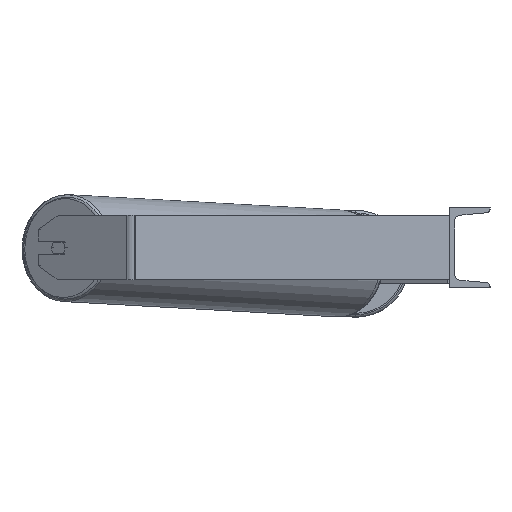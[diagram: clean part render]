
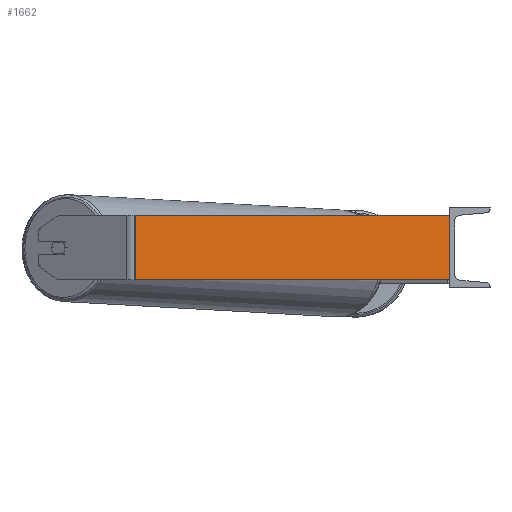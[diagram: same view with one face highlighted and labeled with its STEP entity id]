
A CAD part, left-side view. The second image highlights one B-rep face of the part: STEP entity #1662.
In plain terms, the highlighted planar face has unit normal (-0.996, -0.087, 0).
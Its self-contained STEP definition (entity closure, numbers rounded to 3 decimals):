
#125 = LINE ( 'NONE', #5755, #4913 ) ;
#319 = VERTEX_POINT ( 'NONE', #2693 ) ;
#492 = CARTESIAN_POINT ( 'NONE',  ( -919.663, 396.195, -40. ) ) ;
#641 = ORIENTED_EDGE ( 'NONE', *, *, #2017, .T. ) ;
#721 = EDGE_CURVE ( 'NONE', #319, #7489, #125, .T. ) ;
#854 = FACE_OUTER_BOUND ( 'NONE', #5781, .T. ) ;
#1522 = DIRECTION ( 'NONE',  ( 0.996, 0.087, 0. ) ) ;
#1649 = DIRECTION ( 'NONE',  ( 0., 0., -1. ) ) ;
#1662 = ADVANCED_FACE ( 'NONE', ( #854 ), #5089, .F. ) ;
#1953 = DIRECTION ( 'NONE',  ( -0.087, 0.996, 0. ) ) ;
#2017 = EDGE_CURVE ( 'NONE', #4498, #3628, #7505, .T. ) ;
#2158 = DIRECTION ( 'NONE',  ( 0.087, -0.996, 0. ) ) ;
#2204 = VECTOR ( 'NONE', #1649, 1000. ) ;
#2693 = CARTESIAN_POINT ( 'NONE',  ( -919.155, 390.394, 40. ) ) ;
#2819 = CARTESIAN_POINT ( 'NONE',  ( -919.155, 390.394, -40. ) ) ;
#3093 = CARTESIAN_POINT ( 'NONE',  ( -885., 0., -40. ) ) ;
#3102 = EDGE_CURVE ( 'NONE', #319, #4498, #3821, .T. ) ;
#3210 = DIRECTION ( 'NONE',  ( 0.087, -0.996, 0. ) ) ;
#3236 = CARTESIAN_POINT ( 'NONE',  ( -919.155, 390.394, 40. ) ) ;
#3628 = VERTEX_POINT ( 'NONE', #3093 ) ;
#3806 = ORIENTED_EDGE ( 'NONE', *, *, #721, .F. ) ;
#3821 = LINE ( 'NONE', #3236, #6382 ) ;
#4199 = ORIENTED_EDGE ( 'NONE', *, *, #3102, .T. ) ;
#4250 = EDGE_CURVE ( 'NONE', #7489, #3628, #7991, .T. ) ;
#4498 = VERTEX_POINT ( 'NONE', #2819 ) ;
#4913 = VECTOR ( 'NONE', #2158, 1000. ) ;
#5031 = ORIENTED_EDGE ( 'NONE', *, *, #4250, .F. ) ;
#5089 = PLANE ( 'NONE',  #5799 ) ;
#5755 = CARTESIAN_POINT ( 'NONE',  ( -919.663, 396.195, 40. ) ) ;
#5781 = EDGE_LOOP ( 'NONE', ( #641, #5031, #3806, #4199 ) ) ;
#5799 = AXIS2_PLACEMENT_3D ( 'NONE', #7735, #1522, #1953 ) ;
#6052 = DIRECTION ( 'NONE',  ( 0., 0., -1. ) ) ;
#6382 = VECTOR ( 'NONE', #6052, 1000. ) ;
#7299 = CARTESIAN_POINT ( 'NONE',  ( -885., 0., 40. ) ) ;
#7489 = VERTEX_POINT ( 'NONE', #7299 ) ;
#7505 = LINE ( 'NONE', #492, #9056 ) ;
#7735 = CARTESIAN_POINT ( 'NONE',  ( -919.663, 396.195, 40. ) ) ;
#7947 = CARTESIAN_POINT ( 'NONE',  ( -885., 0., 40. ) ) ;
#7991 = LINE ( 'NONE', #7947, #2204 ) ;
#9056 = VECTOR ( 'NONE', #3210, 1000. ) ;
